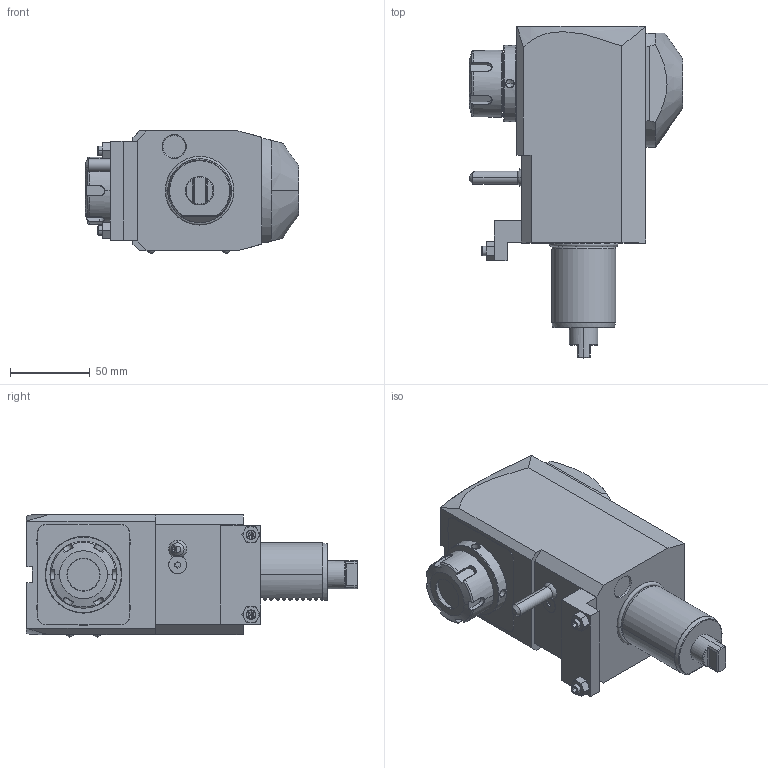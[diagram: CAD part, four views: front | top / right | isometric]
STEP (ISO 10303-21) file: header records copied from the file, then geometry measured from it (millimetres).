
FILE_DESCRIPTION((''),'2;1');
FILE_NAME('NGT1_40_221_25_2_2_100D','2017-03-10T',('vali'),('NOVA GRUP'),'PRO/ENGINEER BY PARAMETRIC TECHNOLOGY CORPORATION, 2010280','PRO/ENGINEER BY PARAMETRIC TECHNOLOGY CORPORATION, 2010280','');
FILE_SCHEMA(('CONFIG_CONTROL_DESIGN'));
Length unit declared in the file: millimetre
Products named in the file (1): NGT1_40_221_25_2_2_100D
Bounding box: 133.6 x 208 x 76.6 mm (x, y, z)
Volume: 992939.7 mm3; surface area: 76664.5 mm2
Topology: 1 solids, 1 shells, 406 faces, 1015 edges, 619 vertices
Faces by surface type: plane 174, cone 81, cylinder 77, bspline 54, torus 12, sphere 6, extrusion 2
Entity records: 17390 total; most frequent: CARTESIAN_POINT 8462, ORIENTED_EDGE 1998, DIRECTION 1569, EDGE_CURVE 999, VERTEX_POINT 619, AXIS2_PLACEMENT_3D 549, VECTOR 471, LINE 469
